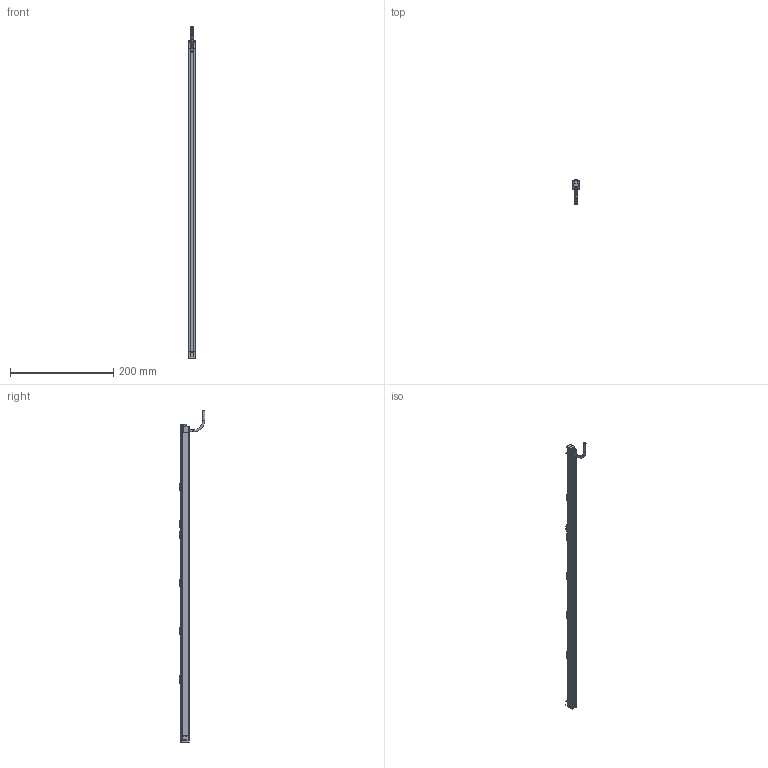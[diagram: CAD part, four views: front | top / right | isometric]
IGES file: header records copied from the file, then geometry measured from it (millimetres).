
Start section:  PTC IGES file: 225562.igs
Global section: file name: 225562.igs; native system: Creo Parametric by PTC Inc.; preprocessor: 2019292; author: PDMAdmin; organization: Unknown; date: 20211018.103937; units: millimetre
Bounding box: 12.81 x 49.18 x 641.78 mm (x, y, z)
Volume: 98065 mm3; surface area: 187518.6 mm2
Topology: 2 solids, 2 shells, 2276 faces, 11342 edges, 13864 vertices
Faces by surface type: bspline 1578, revolution 678, extrusion 20
